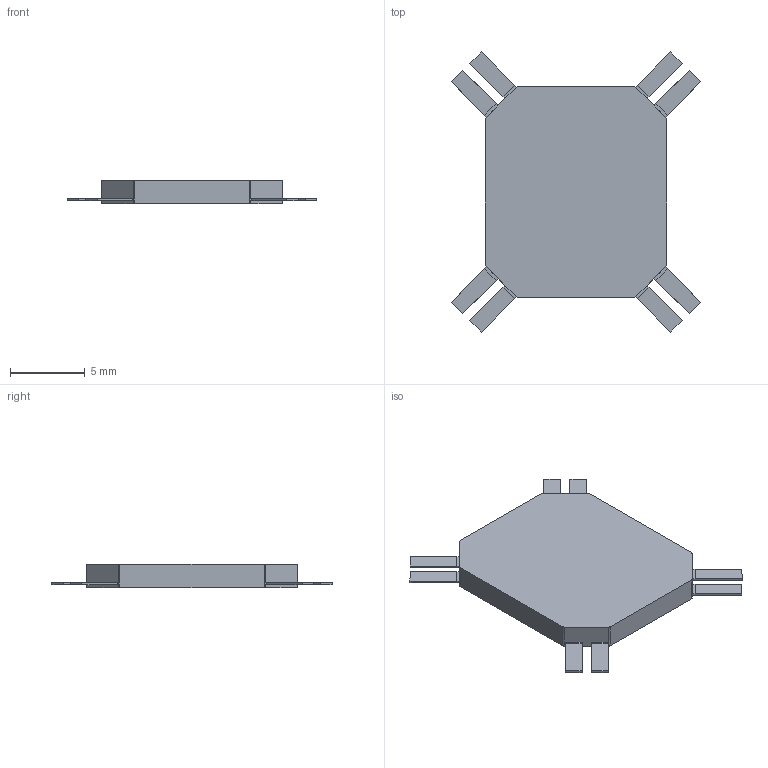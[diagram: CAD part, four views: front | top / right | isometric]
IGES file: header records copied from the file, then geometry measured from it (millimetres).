
Start section: SolidWorks IGES file using analytic representation for surfaces
Global section: file name: 3DC14EMR.IGS; native system: SolidWorks 2018; preprocessor: SolidWorks 2018; author: sergio.cobos; date: 200227.152125; units: millimetre
Bounding box: 16.73 x 18.79 x 1.56 mm (x, y, z)
Surface area: 469 mm2 (no closed solid volume)
Topology: 0 solids, 0 shells, 89 faces, 547 edges, 547 vertices
Faces by surface type: bspline 67, revolution 22
